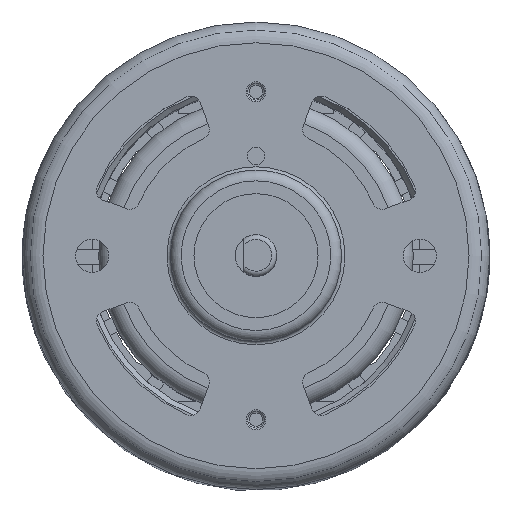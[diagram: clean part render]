
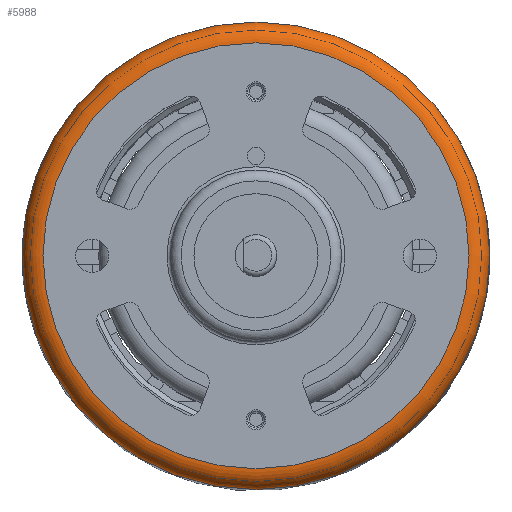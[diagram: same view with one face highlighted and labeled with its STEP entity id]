
A CAD part, top view. The second image highlights one B-rep face of the part: STEP entity #5988.
In plain terms, the highlighted toroidal (fillet/blend) face has major radius 16.269 mm and minor radius 1.587 mm.
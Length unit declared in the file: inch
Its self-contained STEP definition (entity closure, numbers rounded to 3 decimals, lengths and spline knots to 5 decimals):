
#1827=FACE_OUTER_BOUND('',#2187,.T.);
#2187=EDGE_LOOP('',(#5581,#5582,#5583,#5584));
#2418=CIRCLE('',#6468,0.703);
#2425=CIRCLE('',#6477,0.6405);
#2544=CIRCLE('',#6674,0.0625);
#2949=VERTEX_POINT('',#10041);
#2953=VERTEX_POINT('',#10056);
#3721=EDGE_CURVE('',#2949,#2949,#2418,.T.);
#3730=EDGE_CURVE('',#2953,#2953,#2425,.T.);
#3949=EDGE_CURVE('',#2953,#2949,#2544,.T.);
#5581=ORIENTED_EDGE('',*,*,#3730,.T.);
#5582=ORIENTED_EDGE('',*,*,#3949,.T.);
#5583=ORIENTED_EDGE('',*,*,#3721,.T.);
#5584=ORIENTED_EDGE('',*,*,#3949,.F.);
#5672=TOROIDAL_SURFACE('',#6673,0.6405,0.0625);
#5988=ADVANCED_FACE('',(#1827),#5672,.T.);
#6468=AXIS2_PLACEMENT_3D('',#10042,#7967,#7968);
#6477=AXIS2_PLACEMENT_3D('',#10057,#7987,#7988);
#6673=AXIS2_PLACEMENT_3D('',#10571,#8469,#8470);
#6674=AXIS2_PLACEMENT_3D('',#10572,#8471,#8472);
#7967=DIRECTION('center_axis',(0.,0.,1.));
#7968=DIRECTION('ref_axis',(-1.,0.,0.));
#7987=DIRECTION('center_axis',(0.,0.,-1.));
#7988=DIRECTION('ref_axis',(-1.,0.,0.));
#8469=DIRECTION('center_axis',(0.,0.,1.));
#8470=DIRECTION('ref_axis',(1.,0.,0.));
#8471=DIRECTION('center_axis',(0.,-1.,0.));
#8472=DIRECTION('ref_axis',(-1.,0.,0.));
#10041=CARTESIAN_POINT('',(-0.703,0.,2.1795));
#10042=CARTESIAN_POINT('Origin',(0.,0.,2.1795));
#10056=CARTESIAN_POINT('',(-0.6405,0.,2.242));
#10057=CARTESIAN_POINT('Origin',(0.,0.,2.242));
#10571=CARTESIAN_POINT('Origin',(0.,0.,2.1795));
#10572=CARTESIAN_POINT('Origin',(-0.6405,0.,2.1795));
